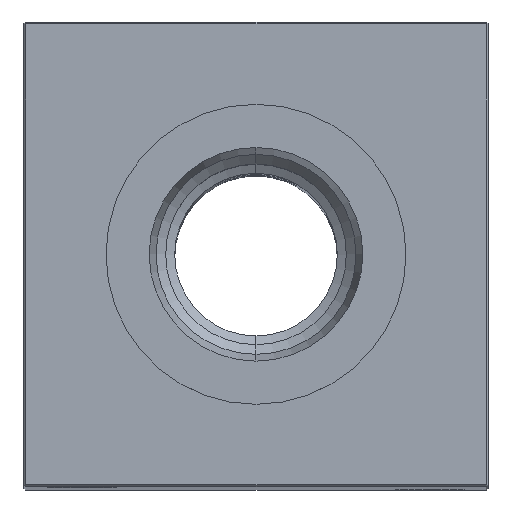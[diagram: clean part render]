
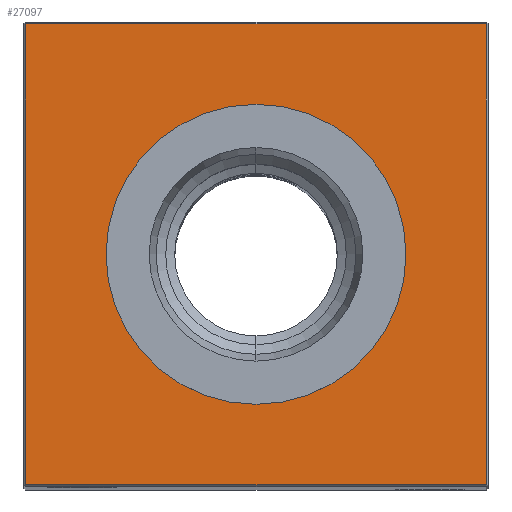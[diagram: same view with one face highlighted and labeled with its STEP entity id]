
A CAD part, top view. The second image highlights one B-rep face of the part: STEP entity #27097.
In plain terms, the highlighted planar face has unit normal (0, 0, 1).
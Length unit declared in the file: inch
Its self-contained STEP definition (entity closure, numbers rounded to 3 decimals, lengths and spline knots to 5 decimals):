
#673 = AXIS2_PLACEMENT_3D ( 'NONE', #21447, #10838, #19347 ) ;
#2087 = ORIENTED_EDGE ( 'NONE', *, *, #23735, .T. ) ;
#2635 = CARTESIAN_POINT ( 'NONE',  ( 1.24, 0., 10.5 ) ) ;
#2796 = CARTESIAN_POINT ( 'NONE',  ( -1.24, 0., 10.5 ) ) ;
#3073 = LINE ( 'NONE', #2796, #26091 ) ;
#3154 = DIRECTION ( 'NONE',  ( 1., 0., 0. ) ) ;
#3201 = VERTEX_POINT ( 'NONE', #11047 ) ;
#4580 = VERTEX_POINT ( 'NONE', #18258 ) ;
#5056 = CARTESIAN_POINT ( 'NONE',  ( 0., 0., 10.5 ) ) ;
#5230 = DIRECTION ( 'NONE',  ( -1., 0., 0. ) ) ;
#5231 = EDGE_CURVE ( 'NONE', #25089, #4580, #12308, .T. ) ;
#6204 = EDGE_CURVE ( 'NONE', #3201, #16101, #7066, .T. ) ;
#6645 = EDGE_LOOP ( 'NONE', ( #11949, #11981, #2087, #26211 ) ) ;
#7066 = LINE ( 'NONE', #17953, #18484 ) ;
#7920 = VECTOR ( 'NONE', #19828, 39.37008 ) ;
#10498 = ORIENTED_EDGE ( 'NONE', *, *, #5231, .T. ) ;
#10838 = DIRECTION ( 'NONE',  ( 0., 0., -1. ) ) ;
#11047 = CARTESIAN_POINT ( 'NONE',  ( 1.24, 1.24, 10.5 ) ) ;
#11296 = LINE ( 'NONE', #16175, #19788 ) ;
#11627 = DIRECTION ( 'NONE',  ( 0., -1., 0. ) ) ;
#11949 = ORIENTED_EDGE ( 'NONE', *, *, #26126, .T. ) ;
#11981 = ORIENTED_EDGE ( 'NONE', *, *, #21018, .T. ) ;
#12308 = CIRCLE ( 'NONE', #16685, 0.80709 ) ;
#13228 = FACE_OUTER_BOUND ( 'NONE', #6645, .T. ) ;
#13747 = DIRECTION ( 'NONE',  ( -1., 0., 0. ) ) ;
#14323 = VERTEX_POINT ( 'NONE', #18405 ) ;
#15058 = EDGE_CURVE ( 'NONE', #4580, #25089, #26147, .T. ) ;
#15174 = FACE_BOUND ( 'NONE', #20556, .T. ) ;
#16101 = VERTEX_POINT ( 'NONE', #24588 ) ;
#16175 = CARTESIAN_POINT ( 'NONE',  ( 0., -1.24, 10.5 ) ) ;
#16685 = AXIS2_PLACEMENT_3D ( 'NONE', #5056, #17919, #13747 ) ;
#17919 = DIRECTION ( 'NONE',  ( 0., 0., -1. ) ) ;
#17953 = CARTESIAN_POINT ( 'NONE',  ( 0., 1.24, 10.5 ) ) ;
#18005 = CARTESIAN_POINT ( 'NONE',  ( 0., 0., 10.5 ) ) ;
#18258 = CARTESIAN_POINT ( 'NONE',  ( 0., -0.80709, 10.5 ) ) ;
#18405 = CARTESIAN_POINT ( 'NONE',  ( -1.24, -1.24, 10.5 ) ) ;
#18484 = VECTOR ( 'NONE', #5230, 39.37008 ) ;
#19347 = DIRECTION ( 'NONE',  ( -1., 0., 0. ) ) ;
#19788 = VECTOR ( 'NONE', #3154, 39.37008 ) ;
#19828 = DIRECTION ( 'NONE',  ( 0., 1., 0. ) ) ;
#19972 = DIRECTION ( 'NONE',  ( -1., 0., 0. ) ) ;
#20556 = EDGE_LOOP ( 'NONE', ( #10498, #23652 ) ) ;
#21018 = EDGE_CURVE ( 'NONE', #14323, #26937, #11296, .T. ) ;
#21162 = CARTESIAN_POINT ( 'NONE',  ( 1.24, -1.24, 10.5 ) ) ;
#21447 = CARTESIAN_POINT ( 'NONE',  ( 0., 0., 10.5 ) ) ;
#21659 = AXIS2_PLACEMENT_3D ( 'NONE', #18005, #26269, #19972 ) ;
#21726 = PLANE ( 'NONE',  #673 ) ;
#23652 = ORIENTED_EDGE ( 'NONE', *, *, #15058, .T. ) ;
#23735 = EDGE_CURVE ( 'NONE', #26937, #3201, #26268, .T. ) ;
#24588 = CARTESIAN_POINT ( 'NONE',  ( -1.24, 1.24, 10.5 ) ) ;
#25082 = CARTESIAN_POINT ( 'NONE',  ( 0., 0.80709, 10.5 ) ) ;
#25089 = VERTEX_POINT ( 'NONE', #25082 ) ;
#26091 = VECTOR ( 'NONE', #11627, 39.37008 ) ;
#26126 = EDGE_CURVE ( 'NONE', #16101, #14323, #3073, .T. ) ;
#26147 = CIRCLE ( 'NONE', #21659, 0.80709 ) ;
#26211 = ORIENTED_EDGE ( 'NONE', *, *, #6204, .T. ) ;
#26268 = LINE ( 'NONE', #2635, #7920 ) ;
#26269 = DIRECTION ( 'NONE',  ( 0., 0., -1. ) ) ;
#26937 = VERTEX_POINT ( 'NONE', #21162 ) ;
#27097 = ADVANCED_FACE ( 'NONE', ( #13228, #15174 ), #21726, .F. ) ;
